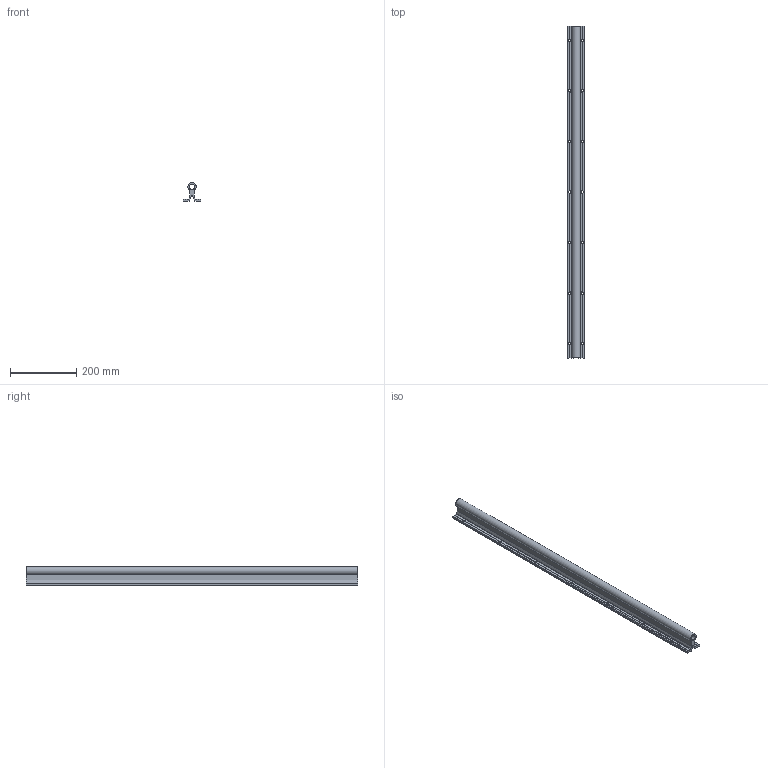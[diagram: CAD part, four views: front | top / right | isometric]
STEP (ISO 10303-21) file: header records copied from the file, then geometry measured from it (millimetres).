
FILE_DESCRIPTION (( 'STEP AP214' ), '1' );
FILE_NAME ('A-AWUI-16-1000.step', '2018-01-09T19:33:18', ( '' ), ( '' ), 'SwSTEP 2.0', 'SolidWorks 2017', '' );
FILE_SCHEMA (( 'AUTOMOTIVE_DESIGN' ));
Length unit declared in the file: inch
Products named in the file (1): A-AWUI-16-1000
Bounding box: 54 x 1000.76 x 57.15 mm (x, y, z)
Volume: 843505 mm3; surface area: 297406.4 mm2
Topology: 1 solids, 1 shells, 96 faces, 324 edges, 216 vertices
Faces by surface type: plane 56, cylinder 40
Entity records: 3656 total; most frequent: CARTESIAN_POINT 805, ORIENTED_EDGE 648, DIRECTION 570, EDGE_CURVE 324, VERTEX_POINT 216, AXIS2_PLACEMENT_3D 205, LINE 160, VECTOR 160
